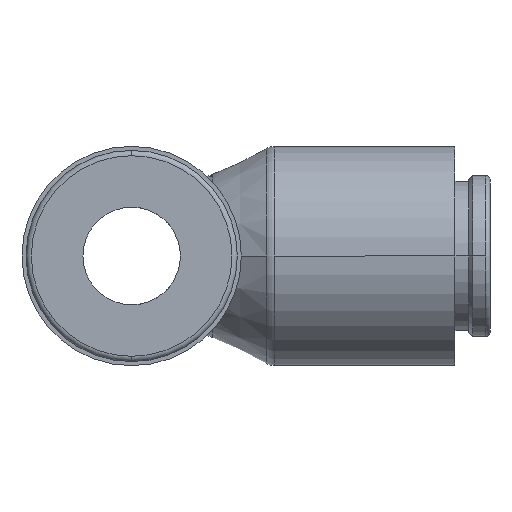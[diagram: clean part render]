
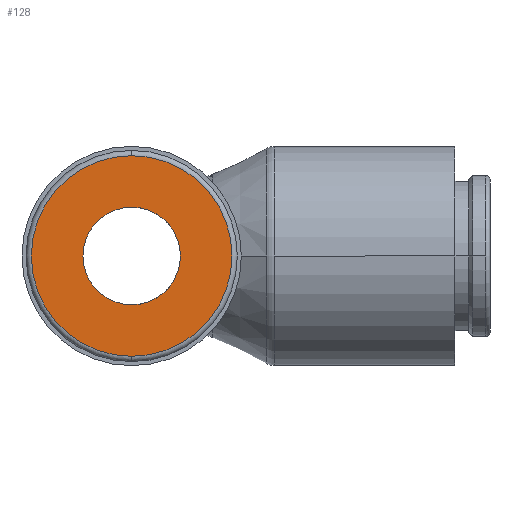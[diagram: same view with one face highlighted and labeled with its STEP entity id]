
A CAD part, left-side view. The second image highlights one B-rep face of the part: STEP entity #128.
In plain terms, the highlighted planar face has unit normal (-1, 0, 0).
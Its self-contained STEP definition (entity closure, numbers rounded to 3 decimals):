
#128=ADVANCED_FACE('',(#313,#314),#315,.T.);
#313=FACE_BOUND('',#511,.T.);
#314=FACE_OUTER_BOUND('',#512,.T.);
#315=PLANE('',#513);
#511=EDGE_LOOP('',(#1211,#1212));
#512=EDGE_LOOP('',(#1213,#1214,#1215));
#513=AXIS2_PLACEMENT_3D('',#1216,#1217,#1218);
#1211=ORIENTED_EDGE('',*,*,#1510,.T.);
#1212=ORIENTED_EDGE('',*,*,#1422,.T.);
#1213=ORIENTED_EDGE('',*,*,#1537,.T.);
#1214=ORIENTED_EDGE('',*,*,#1347,.T.);
#1215=ORIENTED_EDGE('',*,*,#1538,.T.);
#1216=CARTESIAN_POINT('',(-22.85,3.088,0.));
#1217=DIRECTION('',(-1.0,0.,0.));
#1218=DIRECTION('',(0.,1.0,0.));
#1347=EDGE_CURVE('',#1622,#1628,#1630,.T.);
#1422=EDGE_CURVE('',#1763,#1769,#1771,.T.);
#1510=EDGE_CURVE('',#1769,#1763,#1912,.T.);
#1537=EDGE_CURVE('',#1941,#1622,#1942,.T.);
#1538=EDGE_CURVE('',#1628,#1941,#1943,.T.);
#1622=VERTEX_POINT('',#2035);
#1628=VERTEX_POINT('',#2041);
#1630=CIRCLE('',#2043,6.175);
#1763=VERTEX_POINT('',#2310);
#1769=VERTEX_POINT('',#2393);
#1771=CIRCLE('',#2396,3.0);
#1912=CIRCLE('',#2753,3.0);
#1941=VERTEX_POINT('',#2782);
#1942=CIRCLE('',#2783,6.175);
#1943=CIRCLE('',#2784,6.175);
#2035=CARTESIAN_POINT('',(-22.85,0.,-6.175));
#2041=CARTESIAN_POINT('',(-22.85,0.,6.175));
#2043=AXIS2_PLACEMENT_3D('',#2909,#2910,#2911);
#2310=CARTESIAN_POINT('',(-22.85,0.,3.0));
#2393=CARTESIAN_POINT('',(-22.85,0.0,-3.0));
#2396=AXIS2_PLACEMENT_3D('',#3064,#3065,#3066);
#2753=AXIS2_PLACEMENT_3D('',#3199,#3200,#3201);
#2782=CARTESIAN_POINT('',(-22.85,6.175,0.));
#2783=AXIS2_PLACEMENT_3D('',#3280,#3281,#3282);
#2784=AXIS2_PLACEMENT_3D('',#3283,#3284,#3285);
#2909=CARTESIAN_POINT('',(-22.85,0.0,0.0));
#2910=DIRECTION('',(-1.0,0.,0.));
#2911=DIRECTION('',(0.,1.0,0.));
#3064=CARTESIAN_POINT('',(-22.85,0.0,0.0));
#3065=DIRECTION('',(1.0,0.,0.));
#3066=DIRECTION('',(0.0,0.,1.0));
#3199=CARTESIAN_POINT('',(-22.85,0.0,0.0));
#3200=DIRECTION('',(1.0,0.,0.));
#3201=DIRECTION('',(0.0,0.,1.0));
#3280=CARTESIAN_POINT('',(-22.85,0.0,0.0));
#3281=DIRECTION('',(-1.0,0.,0.));
#3282=DIRECTION('',(0.,1.0,0.));
#3283=CARTESIAN_POINT('',(-22.85,0.0,0.0));
#3284=DIRECTION('',(-1.0,0.,0.));
#3285=DIRECTION('',(0.,1.0,0.));
